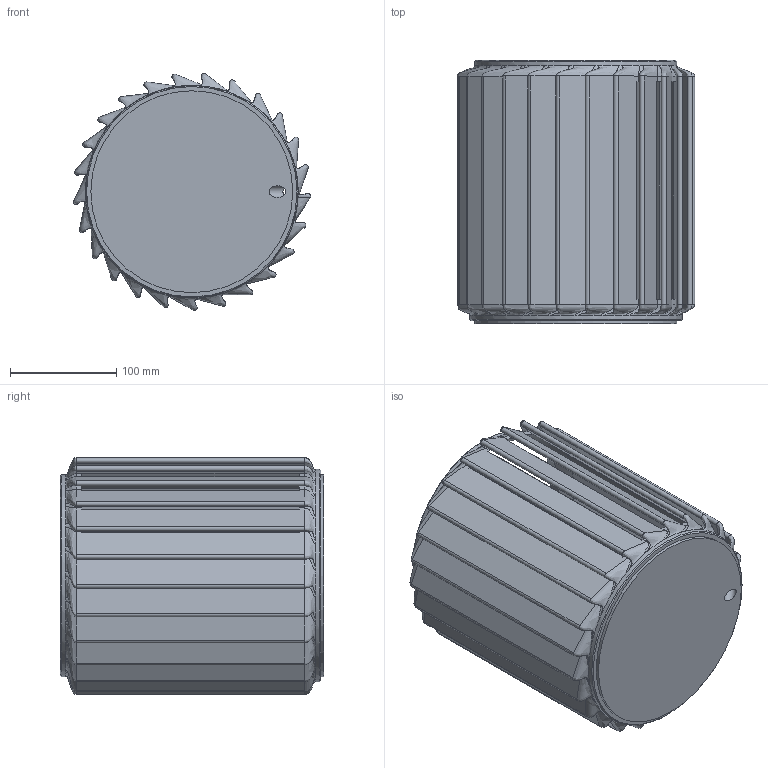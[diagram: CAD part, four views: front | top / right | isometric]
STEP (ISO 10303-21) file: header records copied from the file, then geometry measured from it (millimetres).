
FILE_DESCRIPTION(/* description */ (''),/* implementation_level */ '2;1');
FILE_NAME(/* name */ 'cage.step',/* time_stamp */ '2025-09-23T18:14:50+02:00',/* author */ (''),/* organization */ (''),/* preprocessor_version */ 'ST-DEVELOPER v20.1',/* originating_system */ 'Autodesk Translation Framework v14.17.0.0',/* authorisation */ '');
FILE_SCHEMA (('AUTOMOTIVE_DESIGN { 1 0 10303 214 3 1 1 }'));
Length unit declared in the file: millimetre
Products named in the file (1): Käfig
Bounding box: 223.37 x 248 x 223.26 mm (x, y, z)
Volume: 1337783.5 mm3; surface area: 474398.2 mm2
Topology: 1 solids, 1 shells, 296 faces, 871 edges, 529 vertices
Faces by surface type: cylinder 133, bspline 102, plane 56, cone 5
Full cylindrical faces by diameter (mm): 11 x1, 120 x1, 180 x1, 190 x2, 200 x1
Entity records: 15254 total; most frequent: CARTESIAN_POINT 7666, ORIENTED_EDGE 1742, DIRECTION 1456, EDGE_CURVE 871, AXIS2_PLACEMENT_3D 547, VERTEX_POINT 529, LINE 362, VECTOR 362
